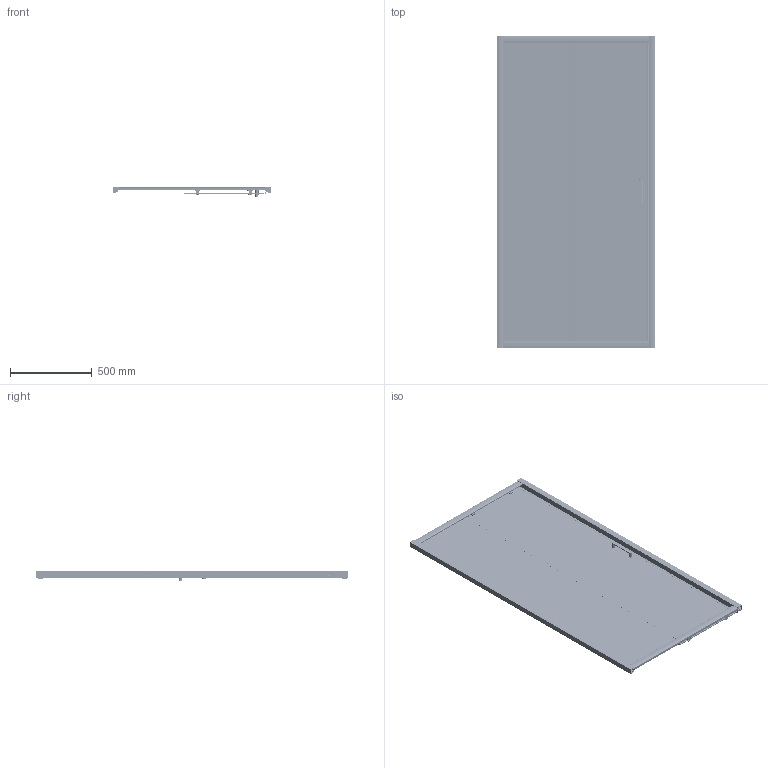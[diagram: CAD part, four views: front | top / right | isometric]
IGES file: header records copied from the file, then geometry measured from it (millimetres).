
Start section: SolidWorks IGES file using analytic representation for surfaces
Global section: file name: BSP-BL-S721A.IGS; native system: SolidWorks 2010; preprocessor: SolidWorks 2010; author: wuzm; date: 200111.143148; units: millimetre
Bounding box: 960.6 x 1902.7 x 64.83 mm (x, y, z)
Surface area: 6624978 mm2 (no closed solid volume)
Topology: 0 solids, 0 shells, 5990 faces, 60205 edges, 60134 vertices
Faces by surface type: bspline 3054, revolution 2936
